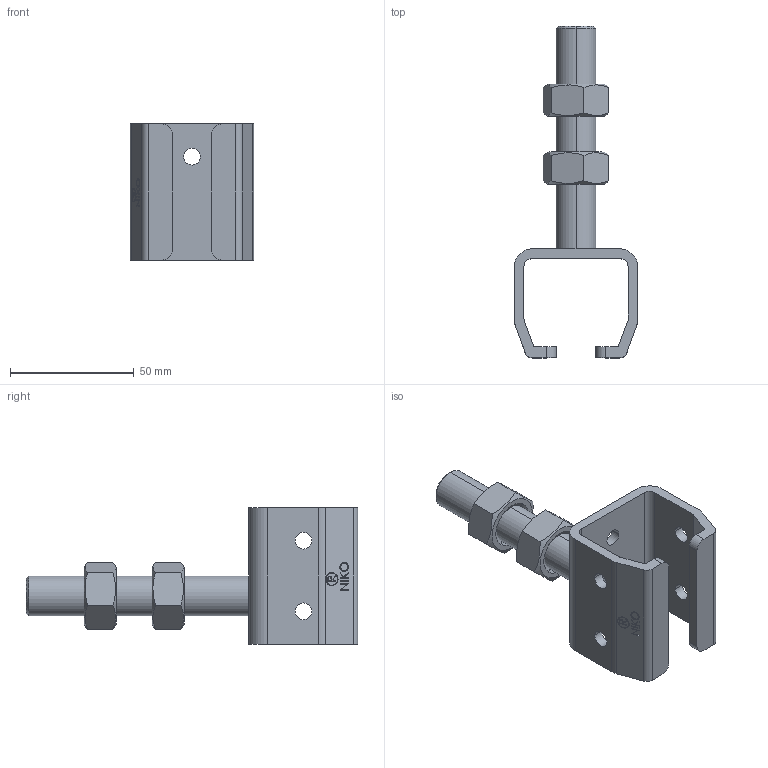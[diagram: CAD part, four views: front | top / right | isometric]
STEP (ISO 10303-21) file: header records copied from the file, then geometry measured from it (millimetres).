
FILE_DESCRIPTION (( 'STEP AP203' ), '1' );
FILE_NAME ('23.b04.STEP', '2016-09-12T09:29:27', ( '' ), ( '' ), 'SwSTEP 2.0', 'SolidWorks 2015', '' );
FILE_SCHEMA (( 'CONFIG_CONTROL_DESIGN' ));
Length unit declared in the file: millimetre
Products named in the file (1): 23.b04
Bounding box: 50 x 134 x 55 mm (x, y, z)
Volume: 57303.6 mm3; surface area: 27395.5 mm2
Topology: 4 solids, 4 shells, 171 faces, 460 edges, 306 vertices
Faces by surface type: plane 81, cylinder 53, bspline 19, cone 18
Entity records: 13155 total; most frequent: CARTESIAN_POINT 9019, ORIENTED_EDGE 920, DIRECTION 724, EDGE_CURVE 460, VERTEX_POINT 306, VECTOR 250, LINE 250, AXIS2_PLACEMENT_3D 237
